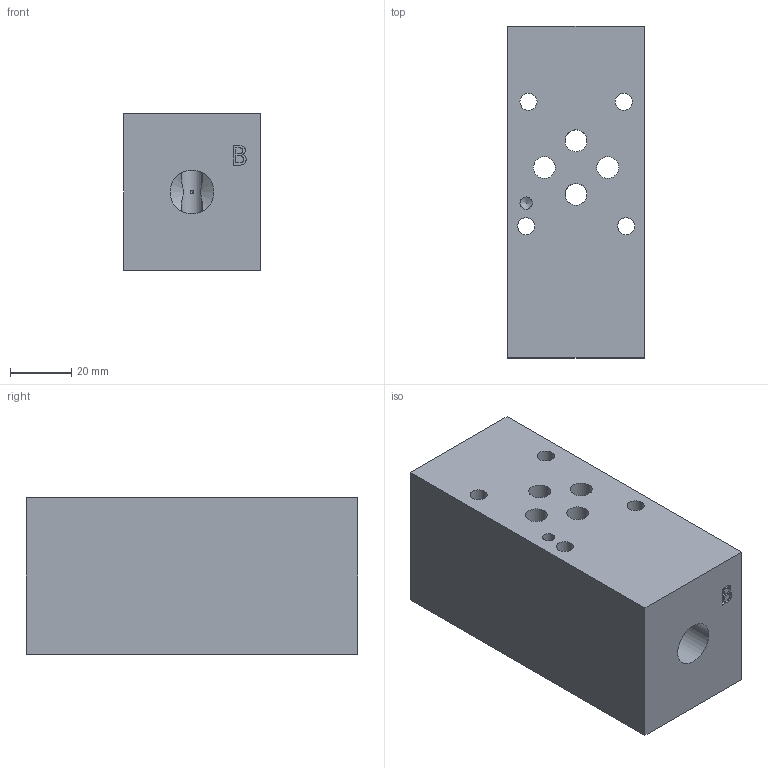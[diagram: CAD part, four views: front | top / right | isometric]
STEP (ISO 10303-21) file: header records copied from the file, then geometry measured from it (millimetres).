
FILE_DESCRIPTION(/* description */ (''),/* implementation_level */ '2;1');
FILE_NAME(/* name */ '_D03TPAB6P.stp',/* time_stamp */ '2020-07-27T12:10:42-04:00',/* author */ ('trevorh'),/* organization */ (''),/* preprocessor_version */ 'ST-DEVELOPER v17',/* originating_system */ 'Autodesk Inventor 2019',/* authorisation */ '');
FILE_SCHEMA (('AUTOMOTIVE_DESIGN { 1 0 10303 214 3 1 1 }'));
Length unit declared in the file: millimetre
Products named in the file (1): Part_AD03TPAB6P_3D
Bounding box: 44.45 x 107.95 x 50.8 mm (x, y, z)
Volume: 216004.9 mm3; surface area: 36827.1 mm2
Topology: 1 solids, 1 shells, 401 faces, 1119 edges, 757 vertices
Faces by surface type: plane 268, bspline 110, cylinder 16, cone 7
Full cylindrical faces by diameter (mm): 3.175 x1, 3.962 x1, 5.563 x4, 7.137 x4, 12.7 x4, 14.3 x2
Entity records: 13934 total; most frequent: CARTESIAN_POINT 3905, ORIENTED_EDGE 2232, DIRECTION 1520, EDGE_CURVE 1116, LINE 812, VECTOR 812, VERTEX_POINT 757, EDGE_LOOP 461
